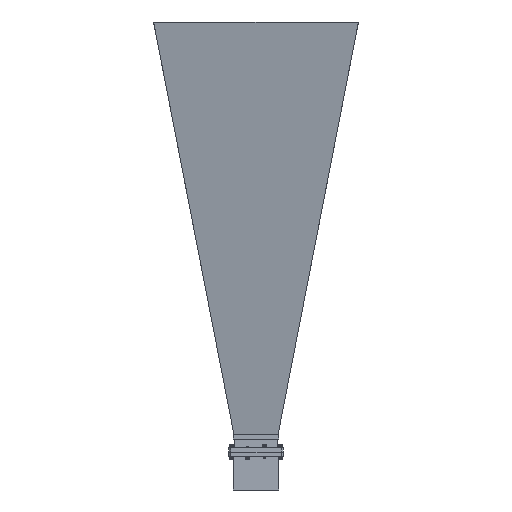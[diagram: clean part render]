
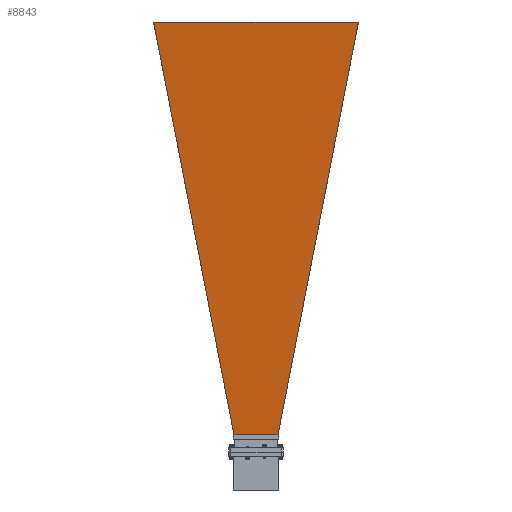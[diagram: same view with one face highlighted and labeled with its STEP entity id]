
A CAD part, front view. The second image highlights one B-rep face of the part: STEP entity #8843.
In plain terms, the highlighted face is planar.
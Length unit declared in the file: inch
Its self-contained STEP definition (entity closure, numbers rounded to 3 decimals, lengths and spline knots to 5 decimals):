
#402 = LINE ( 'NONE', #3912, #9081 ) ;
#615 = EDGE_CURVE ( 'NONE', #4599, #10473, #9696, .T. ) ;
#878 = CARTESIAN_POINT ( 'NONE',  ( -23.96604, -4.228, 5.88528 ) ) ;
#905 = PLANE ( 'NONE',  #1305 ) ;
#984 = VERTEX_POINT ( 'NONE', #2124 ) ;
#1305 = AXIS2_PLACEMENT_3D ( 'NONE', #12207, #5240, #4192 ) ;
#1406 = LINE ( 'NONE', #8065, #10554 ) ;
#1448 = ORIENTED_EDGE ( 'NONE', *, *, #7170, .F. ) ;
#2095 = DIRECTION ( 'NONE',  ( -0.971, -0.146, -0.189 ) ) ;
#2124 = CARTESIAN_POINT ( 'NONE',  ( -0.25, -0.6676, 1.268 ) ) ;
#2801 = VECTOR ( 'NONE', #2095, 39.37008 ) ;
#3912 = CARTESIAN_POINT ( 'NONE',  ( -4.80981, -1.35214, 2.15575 ) ) ;
#3999 = DIRECTION ( 'NONE',  ( 0., 0., -1. ) ) ;
#4192 = DIRECTION ( 'NONE',  ( 0.989, 0.148, 0. ) ) ;
#4599 = VERTEX_POINT ( 'NONE', #878 ) ;
#4884 = EDGE_CURVE ( 'NONE', #984, #4599, #402, .T. ) ;
#4976 = DIRECTION ( 'NONE',  ( -0.971, -0.146, 0.189 ) ) ;
#5240 = DIRECTION ( 'NONE',  ( 0.148, -0.989, 0. ) ) ;
#5863 = ORIENTED_EDGE ( 'NONE', *, *, #4884, .T. ) ;
#5867 = ORIENTED_EDGE ( 'NONE', *, *, #615, .T. ) ;
#7170 = EDGE_CURVE ( 'NONE', #11489, #10473, #13501, .T. ) ;
#7217 = CARTESIAN_POINT ( 'NONE',  ( -23.96604, -4.228, 27.90334 ) ) ;
#8065 = CARTESIAN_POINT ( 'NONE',  ( -0.25, -0.6676, -2.60977 ) ) ;
#8275 = CARTESIAN_POINT ( 'NONE',  ( -23.96604, -4.228, -5.88528 ) ) ;
#8769 = CARTESIAN_POINT ( 'NONE',  ( -4.80981, -1.35214, -2.15575 ) ) ;
#8843 = ADVANCED_FACE ( 'NONE', ( #12436 ), #905, .T. ) ;
#9081 = VECTOR ( 'NONE', #4976, 39.37008 ) ;
#9696 = LINE ( 'NONE', #7217, #13662 ) ;
#9867 = CARTESIAN_POINT ( 'NONE',  ( -0.25, -0.6676, -1.268 ) ) ;
#10473 = VERTEX_POINT ( 'NONE', #8275 ) ;
#10507 = ORIENTED_EDGE ( 'NONE', *, *, #12508, .T. ) ;
#10554 = VECTOR ( 'NONE', #11728, 39.37008 ) ;
#11489 = VERTEX_POINT ( 'NONE', #9867 ) ;
#11728 = DIRECTION ( 'NONE',  ( 0., 0., 1. ) ) ;
#11816 = EDGE_LOOP ( 'NONE', ( #5867, #1448, #10507, #5863 ) ) ;
#12207 = CARTESIAN_POINT ( 'NONE',  ( 0.0925, -0.61618, 27.90334 ) ) ;
#12436 = FACE_OUTER_BOUND ( 'NONE', #11816, .T. ) ;
#12508 = EDGE_CURVE ( 'NONE', #11489, #984, #1406, .T. ) ;
#13501 = LINE ( 'NONE', #8769, #2801 ) ;
#13662 = VECTOR ( 'NONE', #3999, 39.37008 ) ;
